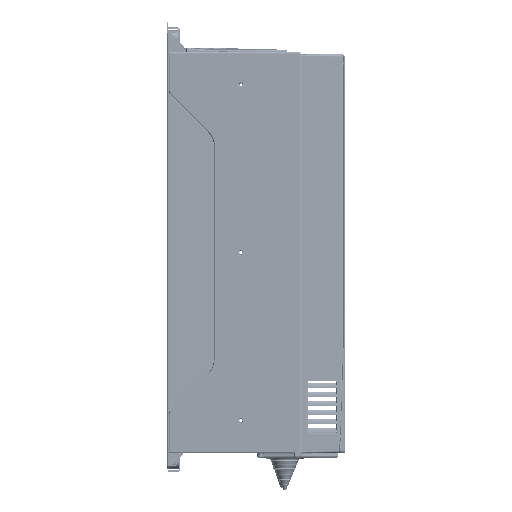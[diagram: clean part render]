
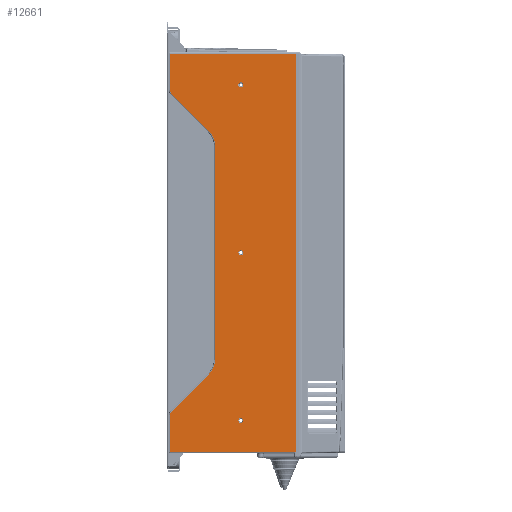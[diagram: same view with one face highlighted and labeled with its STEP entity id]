
A CAD part, left-side view. The second image highlights one B-rep face of the part: STEP entity #12661.
In plain terms, the highlighted planar face has unit normal (-1, 0, 0).
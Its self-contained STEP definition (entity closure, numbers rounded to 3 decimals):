
#9739=FACE_BOUND('',#29352,.T.);
#9740=FACE_BOUND('',#29353,.T.);
#9741=FACE_BOUND('',#29354,.T.);
#9742=FACE_BOUND('',#29355,.T.);
#12661=ADVANCED_FACE('',(#9739,#9740,#9741,#9742),#18822,.T.);
#18822=PLANE('',#124687);
#29352=EDGE_LOOP('',(#47678));
#29353=EDGE_LOOP('',(#47679));
#29354=EDGE_LOOP('',(#47680));
#29355=EDGE_LOOP('',(#47681,#47682,#47683,#47684,#47685,#47686,#47687,#47688,
#47689,#47690,#47691,#47692,#47693,#47694));
#36701=CIRCLE('',#124668,3.208);
#36703=CIRCLE('',#124672,3.208);
#36705=CIRCLE('',#124676,3.208);
#36709=CIRCLE('',#124683,8.5);
#36710=CIRCLE('',#124684,26.5);
#36711=CIRCLE('',#124685,26.5);
#36712=CIRCLE('',#124686,8.5);
#47678=ORIENTED_EDGE('',*,*,#90659,.T.);
#47679=ORIENTED_EDGE('',*,*,#90662,.T.);
#47680=ORIENTED_EDGE('',*,*,#90665,.T.);
#47681=ORIENTED_EDGE('',*,*,#90682,.T.);
#47682=ORIENTED_EDGE('',*,*,#90683,.T.);
#47683=ORIENTED_EDGE('',*,*,#90684,.T.);
#47684=ORIENTED_EDGE('',*,*,#90685,.T.);
#47685=ORIENTED_EDGE('',*,*,#90686,.T.);
#47686=ORIENTED_EDGE('',*,*,#90687,.T.);
#47687=ORIENTED_EDGE('',*,*,#90688,.T.);
#47688=ORIENTED_EDGE('',*,*,#90689,.T.);
#47689=ORIENTED_EDGE('',*,*,#90690,.T.);
#47690=ORIENTED_EDGE('',*,*,#90691,.T.);
#47691=ORIENTED_EDGE('',*,*,#90681,.T.);
#47692=ORIENTED_EDGE('',*,*,#90672,.T.);
#47693=ORIENTED_EDGE('',*,*,#90692,.T.);
#47694=ORIENTED_EDGE('',*,*,#90693,.T.);
#78121=VERTEX_POINT('',#182278);
#78124=VERTEX_POINT('',#182320);
#78127=VERTEX_POINT('',#182362);
#78132=VERTEX_POINT('',#182408);
#78133=VERTEX_POINT('',#182410);
#78136=VERTEX_POINT('',#182423);
#78140=VERTEX_POINT('',#182485);
#78141=VERTEX_POINT('',#182486);
#78142=VERTEX_POINT('',#182488);
#78143=VERTEX_POINT('',#182490);
#78144=VERTEX_POINT('',#182492);
#78145=VERTEX_POINT('',#182494);
#78146=VERTEX_POINT('',#182496);
#78147=VERTEX_POINT('',#182498);
#78148=VERTEX_POINT('',#182500);
#78149=VERTEX_POINT('',#182502);
#78150=VERTEX_POINT('',#182505);
#90659=EDGE_CURVE('',#78121,#78121,#36701,.T.);
#90662=EDGE_CURVE('',#78124,#78124,#36703,.T.);
#90665=EDGE_CURVE('',#78127,#78127,#36705,.T.);
#90672=EDGE_CURVE('',#78132,#78133,#106034,.T.);
#90681=EDGE_CURVE('',#78136,#78132,#106035,.T.);
#90682=EDGE_CURVE('',#78140,#78141,#106036,.T.);
#90683=EDGE_CURVE('',#78141,#78142,#36709,.T.);
#90684=EDGE_CURVE('',#78142,#78143,#106037,.T.);
#90685=EDGE_CURVE('',#78143,#78144,#36710,.T.);
#90686=EDGE_CURVE('',#78144,#78145,#106038,.T.);
#90687=EDGE_CURVE('',#78145,#78146,#36711,.T.);
#90688=EDGE_CURVE('',#78146,#78147,#106039,.T.);
#90689=EDGE_CURVE('',#78147,#78148,#36712,.T.);
#90690=EDGE_CURVE('',#78148,#78149,#106040,.T.);
#90691=EDGE_CURVE('',#78149,#78136,#106041,.T.);
#90692=EDGE_CURVE('',#78133,#78150,#106042,.T.);
#90693=EDGE_CURVE('',#78150,#78140,#106043,.T.);
#106034=LINE('',#182411,#115073);
#106035=LINE('',#182482,#115074);
#106036=LINE('',#182484,#115075);
#106037=LINE('',#182489,#115076);
#106038=LINE('',#182493,#115077);
#106039=LINE('',#182497,#115078);
#106040=LINE('',#182501,#115079);
#106041=LINE('',#182503,#115080);
#106042=LINE('',#182504,#115081);
#106043=LINE('',#182506,#115082);
#115073=VECTOR('',#140328,1.);
#115074=VECTOR('',#140333,1.);
#115075=VECTOR('',#140336,1.);
#115076=VECTOR('',#140339,1.);
#115077=VECTOR('',#140342,1.);
#115078=VECTOR('',#140345,1.);
#115079=VECTOR('',#140348,1.);
#115080=VECTOR('',#140349,1.);
#115081=VECTOR('',#140350,1.);
#115082=VECTOR('',#140351,1.);
#124668=AXIS2_PLACEMENT_3D('',#182277,#140300,#140301);
#124672=AXIS2_PLACEMENT_3D('',#182319,#140308,#140309);
#124676=AXIS2_PLACEMENT_3D('',#182361,#140316,#140317);
#124683=AXIS2_PLACEMENT_3D('',#182487,#140337,#140338);
#124684=AXIS2_PLACEMENT_3D('',#182491,#140340,#140341);
#124685=AXIS2_PLACEMENT_3D('',#182495,#140343,#140344);
#124686=AXIS2_PLACEMENT_3D('',#182499,#140346,#140347);
#124687=AXIS2_PLACEMENT_3D('',#182507,#140352,#140353);
#140300=DIRECTION('',(1.,0.,0.));
#140301=DIRECTION('',(0.,-1.,0.));
#140308=DIRECTION('',(1.,0.,0.));
#140309=DIRECTION('',(0.,-1.,0.));
#140316=DIRECTION('',(1.,0.,0.));
#140317=DIRECTION('',(0.,-1.,0.));
#140328=DIRECTION('',(0.,-1.,0.));
#140333=DIRECTION('',(0.,0.,-1.));
#140336=DIRECTION('',(0.,0.,-1.));
#140337=DIRECTION('',(-1.,0.,0.));
#140338=DIRECTION('',(0.,1.,0.));
#140339=DIRECTION('',(0.,-0.707,-0.707));
#140340=DIRECTION('',(1.,0.,0.));
#140341=DIRECTION('',(0.,-0.707,0.707));
#140342=DIRECTION('',(0.,0.,-1.));
#140343=DIRECTION('',(1.,0.,0.));
#140344=DIRECTION('',(0.,-1.,0.));
#140345=DIRECTION('',(0.,0.707,-0.707));
#140346=DIRECTION('',(-1.,0.,0.));
#140347=DIRECTION('',(0.,0.707,0.707));
#140348=DIRECTION('',(0.,0.,-1.));
#140349=DIRECTION('',(0.,-1.,0.));
#140350=DIRECTION('',(0.,0.,1.));
#140351=DIRECTION('',(0.,1.,0.));
#140352=DIRECTION('',(-1.,0.,0.));
#140353=DIRECTION('',(0.,-1.,0.));
#182277=CARTESIAN_POINT('',(-75.353,-22.014,-4.25));
#182278=CARTESIAN_POINT('',(-75.353,-25.222,-4.25));
#182319=CARTESIAN_POINT('',(-75.353,-22.014,-219.25));
#182320=CARTESIAN_POINT('',(-75.353,-25.222,-219.25));
#182361=CARTESIAN_POINT('',(-75.353,-22.014,-434.25));
#182362=CARTESIAN_POINT('',(-75.353,-25.222,-434.25));
#182408=CARTESIAN_POINT('',(-75.353,-91.514,-474.75));
#182410=CARTESIAN_POINT('',(-75.353,-93.014,-474.75));
#182411=CARTESIAN_POINT('',(-75.353,-91.514,-474.75));
#182423=CARTESIAN_POINT('',(-75.353,-91.514,-474.25));
#182482=CARTESIAN_POINT('',(-75.353,-91.514,-474.25));
#182484=CARTESIAN_POINT('',(-75.353,68.986,35.75));
#182485=CARTESIAN_POINT('',(-75.353,68.986,35.75));
#182486=CARTESIAN_POINT('',(-75.353,68.986,-10.108));
#182487=CARTESIAN_POINT('',(-75.353,60.486,-10.108));
#182488=CARTESIAN_POINT('',(-75.353,66.497,-16.118));
#182489=CARTESIAN_POINT('',(-75.353,66.497,-16.118));
#182490=CARTESIAN_POINT('',(-75.353,18.748,-63.867));
#182491=CARTESIAN_POINT('',(-75.353,37.486,-82.605));
#182492=CARTESIAN_POINT('',(-75.353,10.986,-82.605));
#182493=CARTESIAN_POINT('',(-75.353,10.986,-82.605));
#182494=CARTESIAN_POINT('',(-75.353,10.986,-355.895));
#182495=CARTESIAN_POINT('',(-75.353,37.486,-355.895));
#182496=CARTESIAN_POINT('',(-75.353,18.748,-374.633));
#182497=CARTESIAN_POINT('',(-75.353,18.748,-374.633));
#182498=CARTESIAN_POINT('',(-75.353,66.497,-422.382));
#182499=CARTESIAN_POINT('',(-75.353,60.486,-428.392));
#182500=CARTESIAN_POINT('',(-75.353,68.986,-428.392));
#182501=CARTESIAN_POINT('',(-75.353,68.986,-428.392));
#182502=CARTESIAN_POINT('',(-75.353,68.986,-474.25));
#182503=CARTESIAN_POINT('',(-75.353,68.986,-474.25));
#182504=CARTESIAN_POINT('',(-75.353,-93.014,-474.75));
#182505=CARTESIAN_POINT('',(-75.353,-93.014,35.75));
#182506=CARTESIAN_POINT('',(-75.353,-93.014,35.75));
#182507=CARTESIAN_POINT('',(-75.353,72.586,-481.85));
